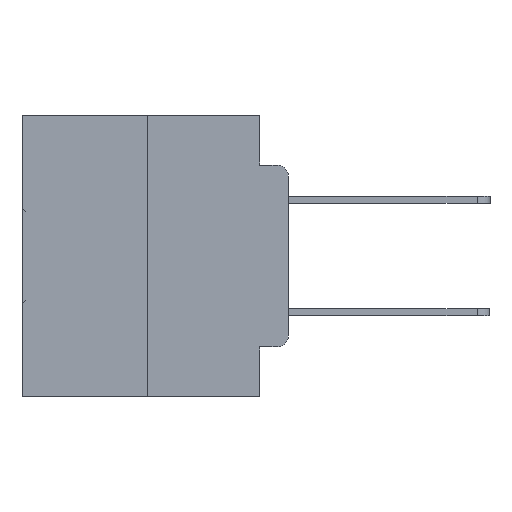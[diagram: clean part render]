
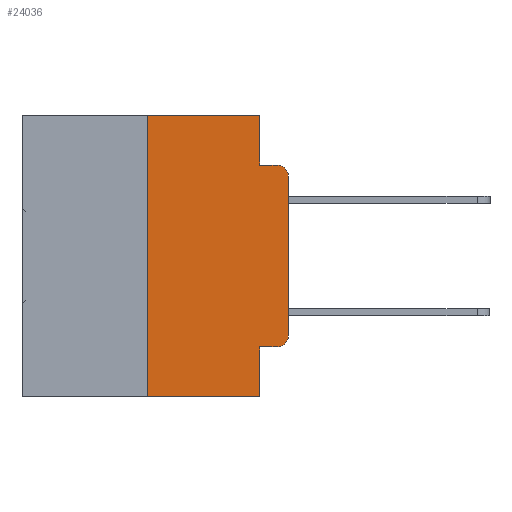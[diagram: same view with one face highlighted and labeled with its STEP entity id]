
A CAD part, left-side view. The second image highlights one B-rep face of the part: STEP entity #24036.
In plain terms, the highlighted planar face has unit normal (-1, 0, 0).
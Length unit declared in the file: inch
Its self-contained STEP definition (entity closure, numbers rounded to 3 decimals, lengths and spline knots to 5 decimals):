
#451 = VECTOR ( 'NONE', #1166, 39.37008 ) ;
#852 = CIRCLE ( 'NONE', #10691, 0.02 ) ;
#999 = LINE ( 'NONE', #15656, #7263 ) ;
#1166 = DIRECTION ( 'NONE',  ( 0., -1., 0. ) ) ;
#1354 = VERTEX_POINT ( 'NONE', #10681 ) ;
#1961 = DIRECTION ( 'NONE',  ( 0., 0., 1. ) ) ;
#2039 = ORIENTED_EDGE ( 'NONE', *, *, #13492, .F. ) ;
#2064 = DIRECTION ( 'NONE',  ( 1., 0., 0. ) ) ;
#2215 = CARTESIAN_POINT ( 'NONE',  ( 0., 0.02, -0.1085 ) ) ;
#2868 = CARTESIAN_POINT ( 'NONE',  ( 0., 0.473, 0. ) ) ;
#3274 = ORIENTED_EDGE ( 'NONE', *, *, #29256, .F. ) ;
#3727 = ORIENTED_EDGE ( 'NONE', *, *, #8040, .F. ) ;
#4026 = CARTESIAN_POINT ( 'NONE',  ( 0., 0.051, -0.4115 ) ) ;
#4642 = EDGE_CURVE ( 'NONE', #1354, #33205, #27249, .T. ) ;
#4892 = DIRECTION ( 'NONE',  ( 0., 0., -1. ) ) ;
#4991 = VECTOR ( 'NONE', #1961, 39.37008 ) ;
#5866 = ORIENTED_EDGE ( 'NONE', *, *, #13418, .T. ) ;
#6769 = VECTOR ( 'NONE', #13510, 39.37008 ) ;
#6928 = EDGE_CURVE ( 'NONE', #34241, #10980, #852, .T. ) ;
#7263 = VECTOR ( 'NONE', #28845, 39.37008 ) ;
#7931 = VERTEX_POINT ( 'NONE', #31577 ) ;
#8030 = CARTESIAN_POINT ( 'NONE',  ( 0., 0.25, -0.5 ) ) ;
#8040 = EDGE_CURVE ( 'NONE', #31375, #8236, #14516, .T. ) ;
#8236 = VERTEX_POINT ( 'NONE', #11696 ) ;
#8843 = DIRECTION ( 'NONE',  ( 0., 0., -1. ) ) ;
#8879 = CARTESIAN_POINT ( 'NONE',  ( 0., 0.02, -0.3915 ) ) ;
#8894 = VECTOR ( 'NONE', #30526, 39.37008 ) ;
#9527 = ORIENTED_EDGE ( 'NONE', *, *, #23073, .T. ) ;
#9972 = CARTESIAN_POINT ( 'NONE',  ( 0., 0.473, 0. ) ) ;
#10401 = FACE_OUTER_BOUND ( 'NONE', #12643, .T. ) ;
#10426 = VECTOR ( 'NONE', #14802, 39.37008 ) ;
#10681 = CARTESIAN_POINT ( 'NONE',  ( 0., 0., -0.1085 ) ) ;
#10691 = AXIS2_PLACEMENT_3D ( 'NONE', #8879, #27431, #11537 ) ;
#10980 = VERTEX_POINT ( 'NONE', #34013 ) ;
#11259 = LINE ( 'NONE', #12124, #10426 ) ;
#11537 = DIRECTION ( 'NONE',  ( 0., 0., -1. ) ) ;
#11696 = CARTESIAN_POINT ( 'NONE',  ( 0., 0.051, 0. ) ) ;
#11774 = CARTESIAN_POINT ( 'NONE',  ( 0., 0.473, -0.5 ) ) ;
#12124 = CARTESIAN_POINT ( 'NONE',  ( 0., 0.051, -0.0885 ) ) ;
#12643 = EDGE_LOOP ( 'NONE', ( #9527, #31803, #2039, #3274, #3727, #13073, #5866, #13649, #33764, #17915 ) ) ;
#13073 = ORIENTED_EDGE ( 'NONE', *, *, #16440, .F. ) ;
#13418 = EDGE_CURVE ( 'NONE', #17679, #7931, #27888, .T. ) ;
#13492 = EDGE_CURVE ( 'NONE', #28821, #33205, #11259, .T. ) ;
#13510 = DIRECTION ( 'NONE',  ( 0., 0., 1. ) ) ;
#13575 = AXIS2_PLACEMENT_3D ( 'NONE', #2215, #20846, #4892 ) ;
#13649 = ORIENTED_EDGE ( 'NONE', *, *, #16140, .F. ) ;
#13674 = VECTOR ( 'NONE', #26790, 39.37008 ) ;
#14516 = LINE ( 'NONE', #2868, #13674 ) ;
#14802 = DIRECTION ( 'NONE',  ( 0., -1., 0. ) ) ;
#15136 = LINE ( 'NONE', #4026, #8894 ) ;
#15656 = CARTESIAN_POINT ( 'NONE',  ( 0., 0.051, 0. ) ) ;
#16140 = EDGE_CURVE ( 'NONE', #28473, #7931, #20455, .T. ) ;
#16440 = EDGE_CURVE ( 'NONE', #17679, #31375, #26203, .T. ) ;
#17119 = CARTESIAN_POINT ( 'NONE',  ( 0., 0.02, -0.0885 ) ) ;
#17679 = VERTEX_POINT ( 'NONE', #8030 ) ;
#17910 = CARTESIAN_POINT ( 'NONE',  ( 0., 0.25, 0. ) ) ;
#17915 = ORIENTED_EDGE ( 'NONE', *, *, #6928, .T. ) ;
#20455 = LINE ( 'NONE', #27178, #33552 ) ;
#20472 = LINE ( 'NONE', #31964, #6769 ) ;
#20708 = DIRECTION ( 'NONE',  ( 0., 0., -1. ) ) ;
#20846 = DIRECTION ( 'NONE',  ( -1., 0., 0. ) ) ;
#23073 = EDGE_CURVE ( 'NONE', #10980, #1354, #20472, .T. ) ;
#23925 = CARTESIAN_POINT ( 'NONE',  ( 0., 0.02, -0.4115 ) ) ;
#24036 = ADVANCED_FACE ( 'NONE', ( #10401 ), #33747, .F. ) ;
#26203 = LINE ( 'NONE', #17910, #4991 ) ;
#26790 = DIRECTION ( 'NONE',  ( 0., -1., 0. ) ) ;
#26953 = AXIS2_PLACEMENT_3D ( 'NONE', #9972, #2064, #20708 ) ;
#27113 = CARTESIAN_POINT ( 'NONE',  ( 0., 0.25, 0. ) ) ;
#27178 = CARTESIAN_POINT ( 'NONE',  ( 0., 0.051, 0. ) ) ;
#27249 = CIRCLE ( 'NONE', #13575, 0.02 ) ;
#27431 = DIRECTION ( 'NONE',  ( -1., 0., 0. ) ) ;
#27888 = LINE ( 'NONE', #11774, #451 ) ;
#28473 = VERTEX_POINT ( 'NONE', #32481 ) ;
#28821 = VERTEX_POINT ( 'NONE', #32253 ) ;
#28845 = DIRECTION ( 'NONE',  ( 0., 0., -1. ) ) ;
#29256 = EDGE_CURVE ( 'NONE', #8236, #28821, #999, .T. ) ;
#29655 = EDGE_CURVE ( 'NONE', #28473, #34241, #15136, .T. ) ;
#30526 = DIRECTION ( 'NONE',  ( 0., -1., 0. ) ) ;
#31375 = VERTEX_POINT ( 'NONE', #27113 ) ;
#31577 = CARTESIAN_POINT ( 'NONE',  ( 0., 0.051, -0.5 ) ) ;
#31803 = ORIENTED_EDGE ( 'NONE', *, *, #4642, .T. ) ;
#31964 = CARTESIAN_POINT ( 'NONE',  ( 0., 0., 0. ) ) ;
#32253 = CARTESIAN_POINT ( 'NONE',  ( 0., 0.051, -0.0885 ) ) ;
#32481 = CARTESIAN_POINT ( 'NONE',  ( 0., 0.051, -0.4115 ) ) ;
#33205 = VERTEX_POINT ( 'NONE', #17119 ) ;
#33552 = VECTOR ( 'NONE', #8843, 39.37008 ) ;
#33747 = PLANE ( 'NONE',  #26953 ) ;
#33764 = ORIENTED_EDGE ( 'NONE', *, *, #29655, .T. ) ;
#34013 = CARTESIAN_POINT ( 'NONE',  ( 0., 0., -0.3915 ) ) ;
#34241 = VERTEX_POINT ( 'NONE', #23925 ) ;
